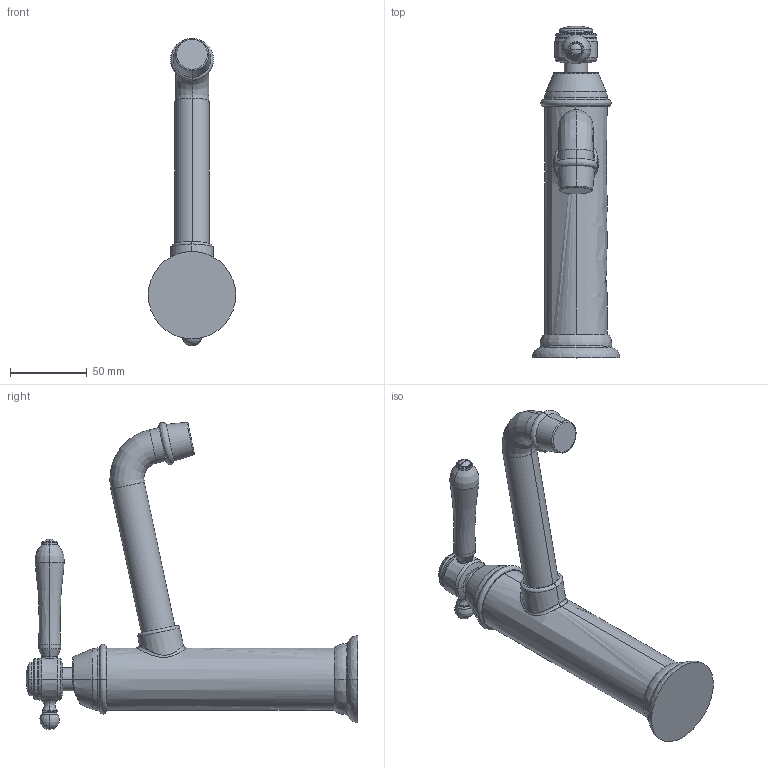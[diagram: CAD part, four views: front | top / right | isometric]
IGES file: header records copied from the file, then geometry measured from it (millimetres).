
Start section:  PTC IGES file: 1033_sw0001.igs
Global section: file name: 1033_sw0001.igs; native system: Creo Parametric by PTC Inc.; preprocessor: 2023134; author: nehatek; organization: Unknown; date: 20240517.192143; units: inch
Bounding box: 57.02 x 216.62 x 200.67 mm (x, y, z)
Surface area: 48119.9 mm2 (no closed solid volume)
Topology: 0 solids, 0 shells, 126 faces, 540 edges, 534 vertices
Faces by surface type: revolution 101, bspline 25
